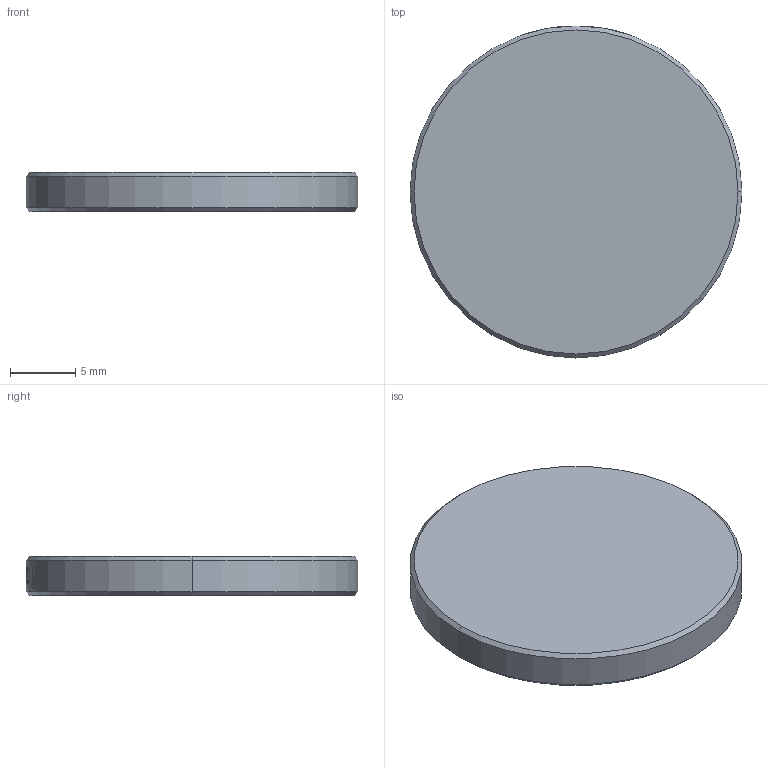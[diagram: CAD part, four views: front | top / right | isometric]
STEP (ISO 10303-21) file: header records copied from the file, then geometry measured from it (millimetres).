
FILE_DESCRIPTION (( 'STEP AP214' ), '1' );
FILE_NAME ('TTN028305-E0W.STEP', '2024-04-19T18:36:42', ( '' ), ( '' ), 'SwSTEP 2.0', 'SolidWorks 2022', '' );
FILE_SCHEMA (( 'AUTOMOTIVE_DESIGN' ));
Length unit declared in the file: inch
Products named in the file (1): TTN028305-E0W
Bounding box: 25.4 x 25.4 x 3 mm (x, y, z)
Volume: 1513 mm3; surface area: 1225 mm2
Topology: 1 solids, 1 shells, 115 faces, 296 edges, 196 vertices
Faces by surface type: plane 50, bspline 46, cylinder 15, cone 4
Entity records: 8741 total; most frequent: CARTESIAN_POINT 4780, ORIENTED_EDGE 592, DIRECTION 342, EDGE_CURVE 296, VERTEX_POINT 196, B_SPLINE_CURVE_WITH_KNOTS 152, EDGE_LOOP 128, AXIS2_PLACEMENT_3D 128
